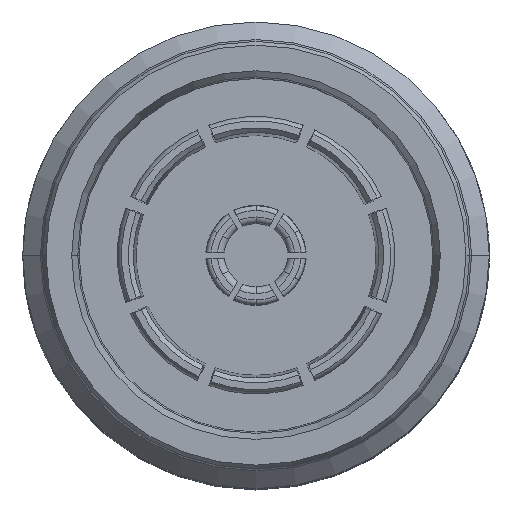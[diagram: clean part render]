
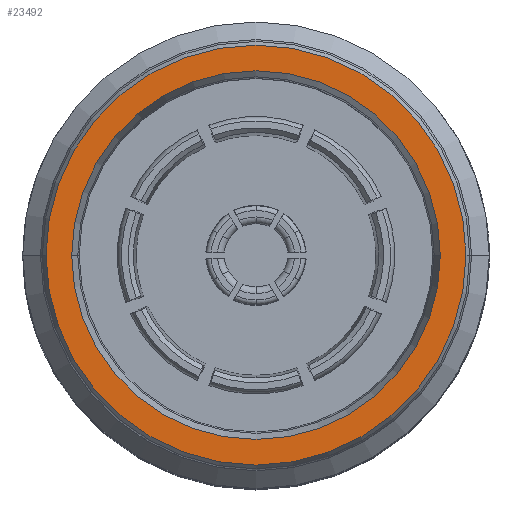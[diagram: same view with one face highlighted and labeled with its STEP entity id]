
A CAD part, top view. The second image highlights one B-rep face of the part: STEP entity #23492.
In plain terms, the highlighted planar face has unit normal (0, 0, 1).
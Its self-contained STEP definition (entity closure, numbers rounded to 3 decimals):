
#933 = AXIS2_PLACEMENT_3D ( 'NONE', #9053, #20794, #25130 ) ;
#1977 = AXIS2_PLACEMENT_3D ( 'NONE', #20300, #27251, #2029 ) ;
#2029 = DIRECTION ( 'NONE',  ( 1., 0., 0. ) ) ;
#2488 = DIRECTION ( 'NONE',  ( 0., 0., -1. ) ) ;
#4208 = VERTEX_POINT ( 'NONE', #25096 ) ;
#6781 = CIRCLE ( 'NONE', #1977, 7.9 ) ;
#7728 = ORIENTED_EDGE ( 'NONE', *, *, #15971, .T. ) ;
#7966 = EDGE_CURVE ( 'NONE', #23307, #23250, #6781, .T. ) ;
#8247 = CARTESIAN_POINT ( 'NONE',  ( 0., 0., 0. ) ) ;
#8734 = CARTESIAN_POINT ( 'NONE',  ( 0., 0., 0. ) ) ;
#8924 = AXIS2_PLACEMENT_3D ( 'NONE', #8734, #22443, #18161 ) ;
#9053 = CARTESIAN_POINT ( 'NONE',  ( 0., 0., 0. ) ) ;
#9346 = EDGE_LOOP ( 'NONE', ( #19842, #27746 ) ) ;
#9737 = AXIS2_PLACEMENT_3D ( 'NONE', #8247, #10266, #26375 ) ;
#10266 = DIRECTION ( 'NONE',  ( 0., 0., 1. ) ) ;
#13737 = CIRCLE ( 'NONE', #9737, 9. ) ;
#13856 = PLANE ( 'NONE',  #19854 ) ;
#15334 = EDGE_CURVE ( 'NONE', #4208, #26210, #15589, .T. ) ;
#15589 = CIRCLE ( 'NONE', #933, 9. ) ;
#15817 = CARTESIAN_POINT ( 'NONE',  ( 9., 0., 0. ) ) ;
#15971 = EDGE_CURVE ( 'NONE', #26210, #4208, #13737, .T. ) ;
#16884 = CARTESIAN_POINT ( 'NONE',  ( -7.9, 0., 0. ) ) ;
#16951 = CIRCLE ( 'NONE', #8924, 7.9 ) ;
#17072 = FACE_OUTER_BOUND ( 'NONE', #29848, .T. ) ;
#18161 = DIRECTION ( 'NONE',  ( 1., 0., 0. ) ) ;
#19481 = ORIENTED_EDGE ( 'NONE', *, *, #15334, .T. ) ;
#19842 = ORIENTED_EDGE ( 'NONE', *, *, #7966, .F. ) ;
#19854 = AXIS2_PLACEMENT_3D ( 'NONE', #27799, #2488, #23148 ) ;
#20300 = CARTESIAN_POINT ( 'NONE',  ( 0., 0., 0. ) ) ;
#20794 = DIRECTION ( 'NONE',  ( 0., 0., 1. ) ) ;
#22443 = DIRECTION ( 'NONE',  ( 0., 0., 1. ) ) ;
#23148 = DIRECTION ( 'NONE',  ( -1., 0., 0. ) ) ;
#23250 = VERTEX_POINT ( 'NONE', #16884 ) ;
#23307 = VERTEX_POINT ( 'NONE', #26354 ) ;
#23492 = ADVANCED_FACE ( 'NONE', ( #24245, #17072 ), #13856, .F. ) ;
#24245 = FACE_BOUND ( 'NONE', #9346, .T. ) ;
#25096 = CARTESIAN_POINT ( 'NONE',  ( -9., 0., 0. ) ) ;
#25130 = DIRECTION ( 'NONE',  ( 1., 0., 0. ) ) ;
#26210 = VERTEX_POINT ( 'NONE', #15817 ) ;
#26354 = CARTESIAN_POINT ( 'NONE',  ( 7.9, 0., 0. ) ) ;
#26375 = DIRECTION ( 'NONE',  ( 1., 0., 0. ) ) ;
#27251 = DIRECTION ( 'NONE',  ( 0., 0., 1. ) ) ;
#27746 = ORIENTED_EDGE ( 'NONE', *, *, #29265, .F. ) ;
#27799 = CARTESIAN_POINT ( 'NONE',  ( 0., 9., 0. ) ) ;
#29265 = EDGE_CURVE ( 'NONE', #23250, #23307, #16951, .T. ) ;
#29848 = EDGE_LOOP ( 'NONE', ( #19481, #7728 ) ) ;
